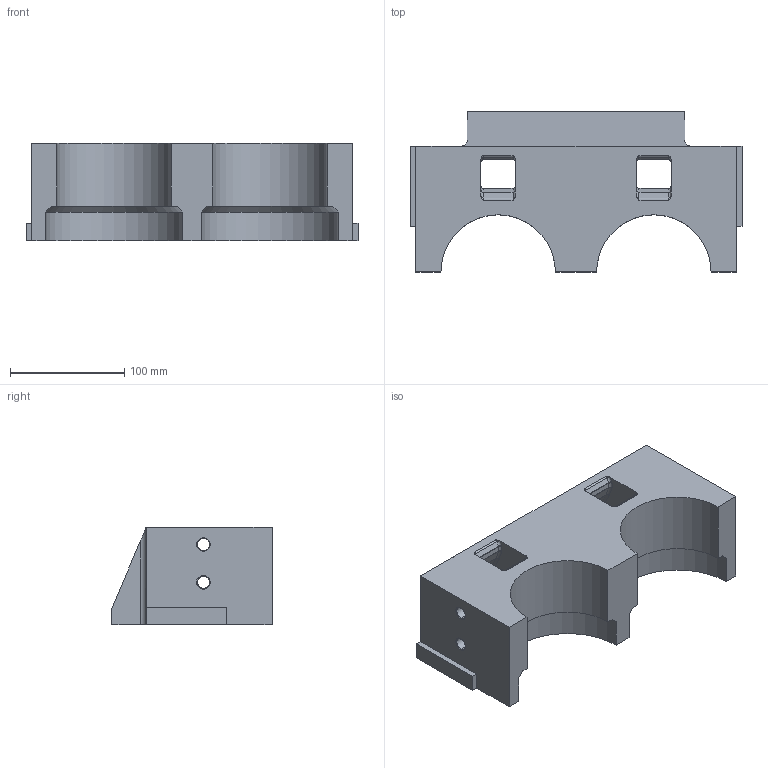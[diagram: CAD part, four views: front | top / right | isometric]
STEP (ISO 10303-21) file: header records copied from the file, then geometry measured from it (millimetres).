
FILE_DESCRIPTION (( 'STEP AP214' ), '1' );
FILE_NAME ('义蹴頮徉黻鑏镱腌箜2.STEP', '2020-07-20T11:37:55', ( 'Admin' ), ( 'Microsoft' ), 'SwSTEP 2.0', 'SolidWorks 2005278', '' );
FILE_SCHEMA (( 'AUTOMOTIVE_DESIGN' ));
Length unit declared in the file: millimetre
Products named in the file (1): 义蹴頮徉黻鑏镱腌箜2
Bounding box: 290 x 140 x 85.01 mm (x, y, z)
Volume: 1865128.5 mm3; surface area: 174641 mm2
Topology: 1 solids, 1 shells, 173 faces, 419 edges, 244 vertices
Faces by surface type: cylinder 74, plane 41, torus 40, cone 18
Entity records: 5328 total; most frequent: CARTESIAN_POINT 1011, DIRECTION 921, ORIENTED_EDGE 838, EDGE_CURVE 419, AXIS2_PLACEMENT_3D 354, VERTEX_POINT 244, VECTOR 213, LINE 213
